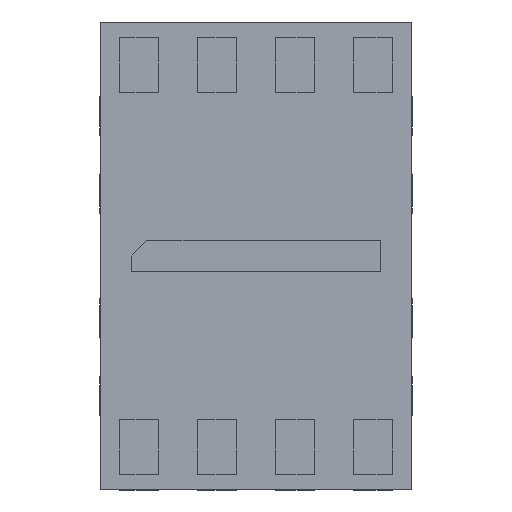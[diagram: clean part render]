
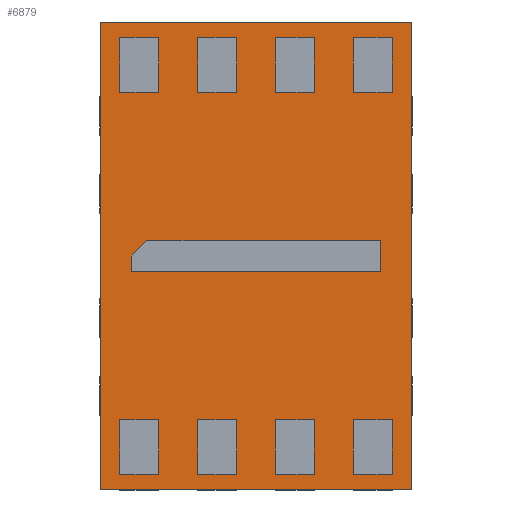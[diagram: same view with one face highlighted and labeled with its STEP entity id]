
A CAD part, front view. The second image highlights one B-rep face of the part: STEP entity #6879.
In plain terms, the highlighted planar face has unit normal (0, -1, 0).
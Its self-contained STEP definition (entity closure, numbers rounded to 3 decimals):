
#74 = CARTESIAN_POINT ( 'NONE',  ( -1., 0., -1.5 ) ) ;
#651 = PLANE ( 'NONE',  #10509 ) ;
#1170 = EDGE_LOOP ( 'NONE', ( #5040, #4146, #8851, #7453 ) ) ;
#1374 = EDGE_CURVE ( 'NONE', #4464, #5812, #3581, .T. ) ;
#1448 = DIRECTION ( 'NONE',  ( 0., 0., -1. ) ) ;
#1586 = VECTOR ( 'NONE', #1448, 1000. ) ;
#1671 = VECTOR ( 'NONE', #2718, 1000. ) ;
#1833 = VERTEX_POINT ( 'NONE', #12025 ) ;
#1931 = VERTEX_POINT ( 'NONE', #2532 ) ;
#2389 = DIRECTION ( 'NONE',  ( 1., 0., 0. ) ) ;
#2532 = CARTESIAN_POINT ( 'NONE',  ( 1., 0., 1.5 ) ) ;
#2560 = LINE ( 'NONE', #8052, #11509 ) ;
#2718 = DIRECTION ( 'NONE',  ( -1., 0., 0. ) ) ;
#2868 = DIRECTION ( 'NONE',  ( 0., 0., 1. ) ) ;
#3581 = LINE ( 'NONE', #74, #1671 ) ;
#4146 = ORIENTED_EDGE ( 'NONE', *, *, #8035, .F. ) ;
#4193 = DIRECTION ( 'NONE',  ( 0., 0., 1. ) ) ;
#4246 = EDGE_CURVE ( 'NONE', #5812, #1833, #10475, .T. ) ;
#4464 = VERTEX_POINT ( 'NONE', #8271 ) ;
#4487 = VECTOR ( 'NONE', #4193, 1000. ) ;
#4695 = DIRECTION ( 'NONE',  ( 0., 1., 0. ) ) ;
#4848 = CARTESIAN_POINT ( 'NONE',  ( -1., 0., -1.5 ) ) ;
#5040 = ORIENTED_EDGE ( 'NONE', *, *, #8020, .F. ) ;
#5237 = CARTESIAN_POINT ( 'NONE',  ( 1., 0., -1.5 ) ) ;
#5812 = VERTEX_POINT ( 'NONE', #4848 ) ;
#6023 = CARTESIAN_POINT ( 'NONE',  ( -1., 0., -1.5 ) ) ;
#6234 = FACE_OUTER_BOUND ( 'NONE', #1170, .T. ) ;
#6724 = CARTESIAN_POINT ( 'NONE',  ( 0., 0., 0. ) ) ;
#6879 = ADVANCED_FACE ( 'NONE', ( #6234 ), #651, .F. ) ;
#7453 = ORIENTED_EDGE ( 'NONE', *, *, #1374, .F. ) ;
#8020 = EDGE_CURVE ( 'NONE', #1931, #4464, #10916, .T. ) ;
#8035 = EDGE_CURVE ( 'NONE', #1833, #1931, #2560, .T. ) ;
#8052 = CARTESIAN_POINT ( 'NONE',  ( -1., 0., 1.5 ) ) ;
#8271 = CARTESIAN_POINT ( 'NONE',  ( 1., 0., -1.5 ) ) ;
#8851 = ORIENTED_EDGE ( 'NONE', *, *, #4246, .F. ) ;
#10475 = LINE ( 'NONE', #6023, #4487 ) ;
#10509 = AXIS2_PLACEMENT_3D ( 'NONE', #6724, #4695, #2868 ) ;
#10916 = LINE ( 'NONE', #5237, #1586 ) ;
#11509 = VECTOR ( 'NONE', #2389, 1000. ) ;
#12025 = CARTESIAN_POINT ( 'NONE',  ( -1., 0., 1.5 ) ) ;
